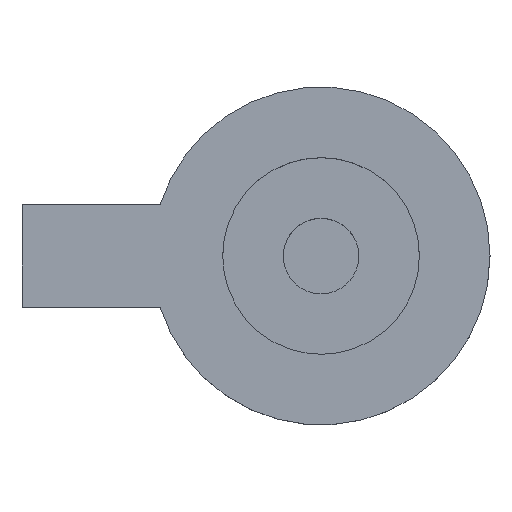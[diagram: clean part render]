
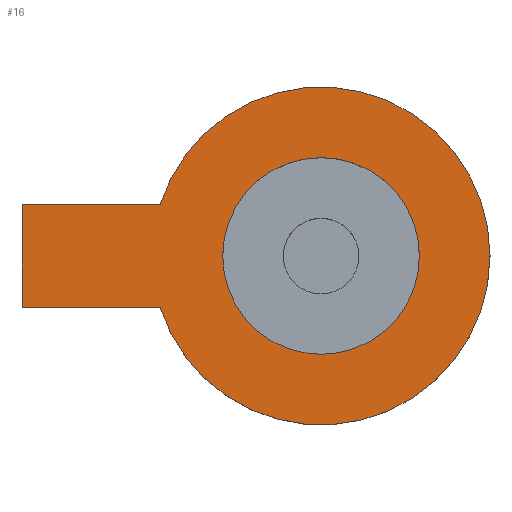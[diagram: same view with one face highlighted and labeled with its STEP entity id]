
A CAD part, top view. The second image highlights one B-rep face of the part: STEP entity #16.
In plain terms, the highlighted planar face has unit normal (0, 0, 1).
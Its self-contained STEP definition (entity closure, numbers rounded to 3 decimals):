
#10 = ORIENTED_EDGE ( 'NONE', *, *, #309, .T. ) ;
#14 = VERTEX_POINT ( 'NONE', #373 ) ;
#16 = ADVANCED_FACE ( 'NONE', ( #203, #86 ), #402, .T. ) ;
#29 = DIRECTION ( 'NONE',  ( 1., 0., 0. ) ) ;
#30 = CARTESIAN_POINT ( 'NONE',  ( -122.7, -3.05, 0. ) ) ;
#35 = CARTESIAN_POINT ( 'NONE',  ( -131.981, -2.034, 0. ) ) ;
#37 = CARTESIAN_POINT ( 'NONE',  ( -126.05, -3.05, 0. ) ) ;
#38 = CIRCLE ( 'NONE', #487, 3.35 ) ;
#48 = ORIENTED_EDGE ( 'NONE', *, *, #486, .T. ) ;
#51 = VECTOR ( 'NONE', #67, 1000. ) ;
#56 = CARTESIAN_POINT ( 'NONE',  ( -129.242, -2.034, 0. ) ) ;
#57 = DIRECTION ( 'NONE',  ( 0., 0., 1. ) ) ;
#67 = DIRECTION ( 'NONE',  ( 1., 0., 0. ) ) ;
#73 = CARTESIAN_POINT ( 'NONE',  ( -126.05, -3.05, 0. ) ) ;
#75 = CARTESIAN_POINT ( 'NONE',  ( -129.242, -2.034, 0. ) ) ;
#79 = VERTEX_POINT ( 'NONE', #30 ) ;
#81 = LINE ( 'NONE', #75, #346 ) ;
#82 = ORIENTED_EDGE ( 'NONE', *, *, #116, .T. ) ;
#84 = VECTOR ( 'NONE', #260, 1000. ) ;
#86 = FACE_OUTER_BOUND ( 'NONE', #173, .T. ) ;
#93 = VERTEX_POINT ( 'NONE', #464 ) ;
#113 = AXIS2_PLACEMENT_3D ( 'NONE', #201, #57, #367 ) ;
#114 = AXIS2_PLACEMENT_3D ( 'NONE', #73, #227, #394 ) ;
#116 = EDGE_CURVE ( 'NONE', #14, #93, #500, .T. ) ;
#117 = LINE ( 'NONE', #432, #84 ) ;
#121 = CIRCLE ( 'NONE', #415, 3.35 ) ;
#143 = CARTESIAN_POINT ( 'NONE',  ( -128., -3.05, 0. ) ) ;
#153 = DIRECTION ( 'NONE',  ( -1., 0., 0. ) ) ;
#158 = CIRCLE ( 'NONE', #510, 1.95 ) ;
#166 = CIRCLE ( 'NONE', #114, 1.95 ) ;
#173 = EDGE_LOOP ( 'NONE', ( #48, #10, #319, #440, #82 ) ) ;
#188 = DIRECTION ( 'NONE',  ( 0., 0., 1. ) ) ;
#194 = EDGE_CURVE ( 'NONE', #280, #360, #158, .T. ) ;
#195 = EDGE_LOOP ( 'NONE', ( #279, #267 ) ) ;
#201 = CARTESIAN_POINT ( 'NONE',  ( -126.05, -3.05, 0. ) ) ;
#203 = FACE_BOUND ( 'NONE', #195, .T. ) ;
#215 = EDGE_CURVE ( 'NONE', #405, #262, #81, .T. ) ;
#227 = DIRECTION ( 'NONE',  ( 0., 0., 1. ) ) ;
#252 = CARTESIAN_POINT ( 'NONE',  ( -126.05, -3.05, 0. ) ) ;
#260 = DIRECTION ( 'NONE',  ( 0., -1., 0. ) ) ;
#262 = VERTEX_POINT ( 'NONE', #35 ) ;
#264 = DIRECTION ( 'NONE',  ( 1., 0., 0. ) ) ;
#267 = ORIENTED_EDGE ( 'NONE', *, *, #298, .F. ) ;
#279 = ORIENTED_EDGE ( 'NONE', *, *, #194, .F. ) ;
#280 = VERTEX_POINT ( 'NONE', #308 ) ;
#298 = EDGE_CURVE ( 'NONE', #360, #280, #166, .T. ) ;
#308 = CARTESIAN_POINT ( 'NONE',  ( -124.1, -3.05, 0. ) ) ;
#309 = EDGE_CURVE ( 'NONE', #79, #405, #38, .T. ) ;
#319 = ORIENTED_EDGE ( 'NONE', *, *, #215, .T. ) ;
#325 = CARTESIAN_POINT ( 'NONE',  ( -131.981, -4.066, 0. ) ) ;
#326 = EDGE_CURVE ( 'NONE', #262, #14, #117, .T. ) ;
#346 = VECTOR ( 'NONE', #153, 1000. ) ;
#350 = DIRECTION ( 'NONE',  ( 1., 0., 0. ) ) ;
#360 = VERTEX_POINT ( 'NONE', #143 ) ;
#367 = DIRECTION ( 'NONE',  ( 1., 0., 0. ) ) ;
#373 = CARTESIAN_POINT ( 'NONE',  ( -131.981, -4.066, 0. ) ) ;
#379 = DIRECTION ( 'NONE',  ( 0., 0., 1. ) ) ;
#394 = DIRECTION ( 'NONE',  ( 1., 0., 0. ) ) ;
#402 = PLANE ( 'NONE',  #113 ) ;
#405 = VERTEX_POINT ( 'NONE', #56 ) ;
#415 = AXIS2_PLACEMENT_3D ( 'NONE', #252, #379, #29 ) ;
#432 = CARTESIAN_POINT ( 'NONE',  ( -131.981, -2.034, 0. ) ) ;
#440 = ORIENTED_EDGE ( 'NONE', *, *, #326, .T. ) ;
#464 = CARTESIAN_POINT ( 'NONE',  ( -129.242, -4.066, 0. ) ) ;
#473 = DIRECTION ( 'NONE',  ( 0., 0., 1. ) ) ;
#486 = EDGE_CURVE ( 'NONE', #93, #79, #121, .T. ) ;
#487 = AXIS2_PLACEMENT_3D ( 'NONE', #37, #188, #264 ) ;
#500 = LINE ( 'NONE', #325, #51 ) ;
#510 = AXIS2_PLACEMENT_3D ( 'NONE', #513, #473, #350 ) ;
#513 = CARTESIAN_POINT ( 'NONE',  ( -126.05, -3.05, 0. ) ) ;
